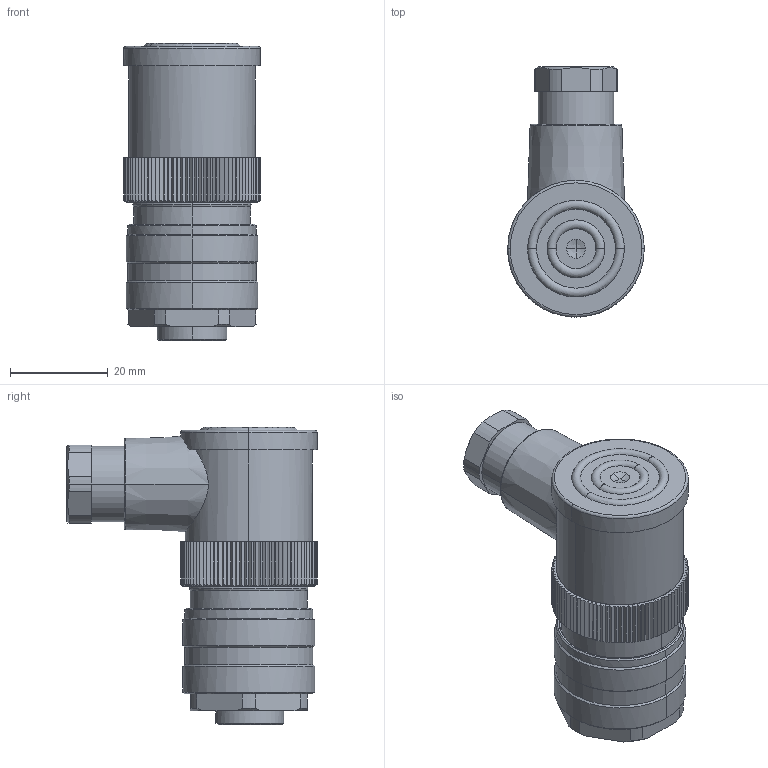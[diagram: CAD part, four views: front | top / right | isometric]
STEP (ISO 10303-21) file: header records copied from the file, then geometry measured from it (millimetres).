
FILE_DESCRIPTION(('CATIA V5 STEP Exchange','CAx-IF Rec.Pracs.--- Model Styling and Organization---1.4--- 2014-01-23'),'2;1');
FILE_NAME ('010708-3_0', '2020-04-21T09:39:42+00:00', ('none'), ('Weidmueller'), 'CATIA Version 5-6 Release 2016 SP3 HF44', 'CATIA V5 STEP AP214', 'none');
FILE_SCHEMA(('AUTOMOTIVE_DESIGN { 1 0 10303 214 1 1 1 1 }'));
Length unit declared in the file: millimetre
Products named in the file (1): 1291930000
Bounding box: 28 x 51.3 x 60.9 mm (x, y, z)
Volume: 38117.6 mm3; surface area: 16945.6 mm2
Topology: 2 solids, 9 shells, 691 faces, 1984 edges, 1337 vertices
Faces by surface type: plane 307, cone 182, cylinder 157, torus 32, bspline 9, sphere 4
Entity records: 29502 total; most frequent: CARTESIAN_POINT 13250, ORIENTED_EDGE 3960, DIRECTION 2392, EDGE_CURVE 1980, VERTEX_POINT 1337, AXIS2_PLACEMENT_3D 1061, B_SPLINE_CURVE_WITH_KNOTS 838, EDGE_LOOP 729
